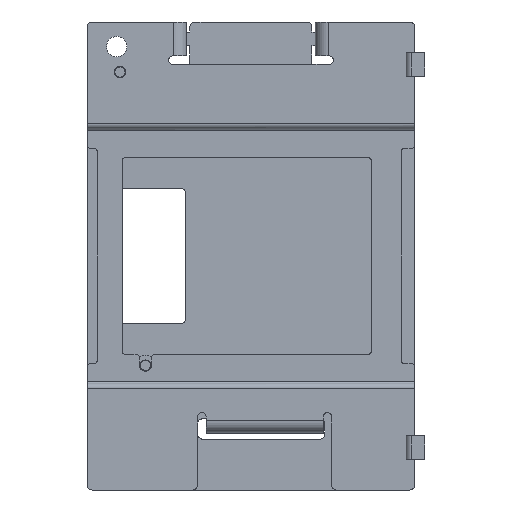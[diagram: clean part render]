
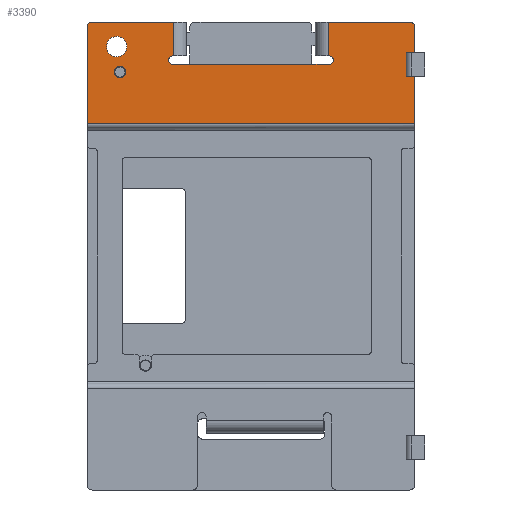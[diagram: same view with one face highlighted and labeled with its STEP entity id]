
A CAD part, front view. The second image highlights one B-rep face of the part: STEP entity #3390.
In plain terms, the highlighted planar face has unit normal (0, -1, 0).
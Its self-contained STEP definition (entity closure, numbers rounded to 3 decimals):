
#223=DIRECTION('',(1.,0.,0.));
#224=VECTOR('',#223,0.281);
#225=CARTESIAN_POINT('',(-25.364,80.461,12.667));
#226=LINE('',#225,#224);
#241=DIRECTION('',(0.,0.,1.));
#242=VECTOR('',#241,10.);
#243=CARTESIAN_POINT('',(-25.083,80.461,12.667));
#244=LINE('',#243,#242);
#245=DIRECTION('',(1.,0.,0.));
#246=VECTOR('',#245,2.5);
#247=CARTESIAN_POINT('',(43.486,80.461,6.667));
#248=LINE('',#247,#246);
#249=CARTESIAN_POINT('',(-49.114,80.461,21.167));
#250=DIRECTION('',(0.,1.,0.));
#251=DIRECTION('',(-1.,0.,0.));
#252=AXIS2_PLACEMENT_3D('',#249,#250,#251);
#254=CARTESIAN_POINT('',(-25.364,80.461,11.417));
#255=DIRECTION('',(0.,-1.,0.));
#256=DIRECTION('',(0.,0.,1.));
#257=AXIS2_PLACEMENT_3D('',#254,#255,#256);
#259=CARTESIAN_POINT('',(20.736,80.461,11.417));
#260=DIRECTION('',(0.,-1.,0.));
#261=DIRECTION('',(0.,0.,-1.));
#262=AXIS2_PLACEMENT_3D('',#259,#260,#261);
#264=CARTESIAN_POINT('',(44.486,80.461,21.167));
#265=DIRECTION('',(0.,1.,0.));
#266=DIRECTION('',(0.,0.,1.));
#267=AXIS2_PLACEMENT_3D('',#264,#265,#266);
#269=CARTESIAN_POINT('',(-41.914,80.461,15.417));
#270=DIRECTION('',(0.,-1.,0.));
#271=DIRECTION('',(0.,0.,-1.));
#272=AXIS2_PLACEMENT_3D('',#269,#270,#271);
#274=CARTESIAN_POINT('',(-41.914,80.461,15.417));
#275=DIRECTION('',(0.,-1.,0.));
#276=DIRECTION('',(0.,0.,1.));
#277=AXIS2_PLACEMENT_3D('',#274,#275,#276);
#279=CARTESIAN_POINT('',(-40.914,80.461,7.917));
#280=DIRECTION('',(0.,-1.,0.));
#281=DIRECTION('',(0.,0.,-1.));
#282=AXIS2_PLACEMENT_3D('',#279,#280,#281);
#284=CARTESIAN_POINT('',(-40.914,80.461,7.917));
#285=DIRECTION('',(0.,-1.,0.));
#286=DIRECTION('',(0.,0.,1.));
#287=AXIS2_PLACEMENT_3D('',#284,#285,#286);
#302=DIRECTION('',(0.,0.,1.));
#303=VECTOR('',#302,7.);
#304=CARTESIAN_POINT('',(43.486,80.461,6.667));
#305=LINE('',#304,#303);
#310=DIRECTION('',(1.,0.,0.));
#311=VECTOR('',#310,2.5);
#312=CARTESIAN_POINT('',(43.486,80.461,13.667));
#313=LINE('',#312,#311);
#366=DIRECTION('',(0.,0.,1.));
#367=VECTOR('',#366,14.);
#368=CARTESIAN_POINT('',(45.986,80.461,-7.333));
#369=LINE('',#368,#367);
#374=DIRECTION('',(0.,0.,1.));
#375=VECTOR('',#374,7.5);
#376=CARTESIAN_POINT('',(45.986,80.461,13.667));
#377=LINE('',#376,#375);
#421=DIRECTION('',(0.,0.,-1.));
#422=VECTOR('',#421,28.5);
#423=CARTESIAN_POINT('',(-50.614,80.461,21.167));
#424=LINE('',#423,#422);
#438=DIRECTION('',(1.,0.,0.));
#439=VECTOR('',#438,96.6);
#440=CARTESIAN_POINT('',(-50.614,80.461,-7.333));
#441=LINE('',#440,#439);
#1912=DIRECTION('',(-1.,0.,0.));
#1913=VECTOR('',#1912,24.031);
#1914=CARTESIAN_POINT('',(-25.083,80.461,22.667));
#1915=LINE('',#1914,#1913);
#2032=DIRECTION('',(-1.,0.,0.));
#2033=VECTOR('',#2032,24.031);
#2034=CARTESIAN_POINT('',(44.486,80.461,22.667));
#2035=LINE('',#2034,#2033);
#2050=DIRECTION('',(0.,0.,-1.));
#2051=VECTOR('',#2050,10.);
#2052=CARTESIAN_POINT('',(20.455,80.461,22.667));
#2053=LINE('',#2052,#2051);
#2154=DIRECTION('',(1.,0.,0.));
#2155=VECTOR('',#2154,0.281);
#2156=CARTESIAN_POINT('',(20.455,80.461,12.667));
#2157=LINE('',#2156,#2155);
#2170=DIRECTION('',(-1.,0.,0.));
#2171=VECTOR('',#2170,4.75);
#2172=CARTESIAN_POINT('',(20.736,80.461,10.167));
#2173=LINE('',#2172,#2171);
#2174=DIRECTION('',(-1.,0.,0.));
#2175=VECTOR('',#2174,36.6);
#2176=CARTESIAN_POINT('',(15.986,80.461,10.167));
#2177=LINE('',#2176,#2175);
#2194=DIRECTION('',(-1.,0.,0.));
#2195=VECTOR('',#2194,4.75);
#2196=CARTESIAN_POINT('',(-20.614,80.461,10.167));
#2197=LINE('',#2196,#2195);
#2645=CARTESIAN_POINT('',(43.486,80.461,6.667));
#2646=VERTEX_POINT('',#2645);
#2653=CARTESIAN_POINT('',(-40.914,80.461,6.167));
#2654=CARTESIAN_POINT('',(-40.914,80.461,9.667));
#2655=VERTEX_POINT('',#2653);
#2656=VERTEX_POINT('',#2654);
#2657=CARTESIAN_POINT('',(-41.914,80.461,12.417));
#2658=CARTESIAN_POINT('',(-41.914,80.461,18.417));
#2659=VERTEX_POINT('',#2657);
#2660=VERTEX_POINT('',#2658);
#2661=CARTESIAN_POINT('',(45.986,80.461,6.667));
#2662=VERTEX_POINT('',#2661);
#2663=CARTESIAN_POINT('',(-50.614,80.461,21.167));
#2664=CARTESIAN_POINT('',(-50.614,80.461,
-7.333));
#2665=VERTEX_POINT('',#2663);
#2666=VERTEX_POINT('',#2664);
#2667=CARTESIAN_POINT('',(-49.114,80.461,22.667));
#2668=VERTEX_POINT('',#2667);
#2669=CARTESIAN_POINT('',(-25.083,80.461,22.667));
#2670=VERTEX_POINT('',#2669);
#2671=CARTESIAN_POINT('',(-25.364,80.461,12.667));
#2672=CARTESIAN_POINT('',(-25.364,80.461,10.167));
#2673=VERTEX_POINT('',#2671);
#2674=VERTEX_POINT('',#2672);
#2675=CARTESIAN_POINT('',(20.736,80.461,10.167));
#2676=CARTESIAN_POINT('',(20.736,80.461,12.667));
#2677=VERTEX_POINT('',#2675);
#2678=VERTEX_POINT('',#2676);
#2679=CARTESIAN_POINT('',(44.486,80.461,22.667));
#2680=CARTESIAN_POINT('',(45.986,80.461,21.167));
#2681=VERTEX_POINT('',#2679);
#2682=VERTEX_POINT('',#2680);
#2683=CARTESIAN_POINT('',(43.486,80.461,13.667));
#2684=CARTESIAN_POINT('',(45.986,80.461,13.667));
#2685=VERTEX_POINT('',#2683);
#2686=VERTEX_POINT('',#2684);
#2735=CARTESIAN_POINT('',(45.986,80.461,-7.333));
#2736=VERTEX_POINT('',#2735);
#3067=CARTESIAN_POINT('',(20.455,80.461,22.667));
#3068=VERTEX_POINT('',#3067);
#3073=CARTESIAN_POINT('',(20.455,80.461,12.667));
#3074=VERTEX_POINT('',#3073);
#3098=CARTESIAN_POINT('',(15.986,80.461,10.167));
#3100=VERTEX_POINT('',#3098);
#3101=CARTESIAN_POINT('',(-20.614,80.461,10.167));
#3102=VERTEX_POINT('',#3101);
#3107=CARTESIAN_POINT('',(-25.083,80.461,12.667));
#3108=VERTEX_POINT('',#3107);
#3334=CARTESIAN_POINT('',(-2.314,80.461,7.667));
#3335=DIRECTION('',(0.,1.,0.));
#3336=DIRECTION('',(0.,0.,-1.));
#3337=AXIS2_PLACEMENT_3D('',#3334,#3335,#3336);
#3338=PLANE('',#3337);
#3340=ORIENTED_EDGE('',*,*,#3339,.T.);
#3342=ORIENTED_EDGE('',*,*,#3341,.F.);
#3344=ORIENTED_EDGE('',*,*,#3343,.F.);
#3346=ORIENTED_EDGE('',*,*,#3345,.F.);
#3348=ORIENTED_EDGE('',*,*,#3347,.T.);
#3350=ORIENTED_EDGE('',*,*,#3349,.F.);
#3351=ORIENTED_EDGE('',*,*,#3318,.F.);
#3352=ORIENTED_EDGE('',*,*,#3278,.F.);
#3353=ORIENTED_EDGE('',*,*,#3256,.T.);
#3355=ORIENTED_EDGE('',*,*,#3354,.F.);
#3357=ORIENTED_EDGE('',*,*,#3356,.F.);
#3359=ORIENTED_EDGE('',*,*,#3358,.F.);
#3361=ORIENTED_EDGE('',*,*,#3360,.T.);
#3363=ORIENTED_EDGE('',*,*,#3362,.F.);
#3365=ORIENTED_EDGE('',*,*,#3364,.F.);
#3367=ORIENTED_EDGE('',*,*,#3366,.F.);
#3369=ORIENTED_EDGE('',*,*,#3368,.T.);
#3371=ORIENTED_EDGE('',*,*,#3370,.F.);
#3373=ORIENTED_EDGE('',*,*,#3372,.F.);
#3375=ORIENTED_EDGE('',*,*,#3374,.F.);
#3376=EDGE_LOOP('',(#3340,#3342,#3344,#3346,#3348,#3350,#3351,#3352,#3353,#3355,
#3357,#3359,#3361,#3363,#3365,#3367,#3369,#3371,#3373,#3375));
#3377=FACE_OUTER_BOUND('',#3376,.F.);
#3379=ORIENTED_EDGE('',*,*,#3378,.T.);
#3381=ORIENTED_EDGE('',*,*,#3380,.T.);
#3382=EDGE_LOOP('',(#3379,#3381));
#3383=FACE_BOUND('',#3382,.F.);
#3385=ORIENTED_EDGE('',*,*,#3384,.T.);
#3387=ORIENTED_EDGE('',*,*,#3386,.T.);
#3388=EDGE_LOOP('',(#3385,#3387));
#3389=FACE_BOUND('',#3388,.F.);
#253=CIRCLE('',#252,1.5);
#258=CIRCLE('',#257,1.25);
#263=CIRCLE('',#262,1.25);
#268=CIRCLE('',#267,1.5);
#273=CIRCLE('',#272,3.);
#278=CIRCLE('',#277,3.);
#283=CIRCLE('',#282,1.75);
#288=CIRCLE('',#287,1.75);
#3256=EDGE_CURVE('',#2673,#2674,#258,.T.);
#3278=EDGE_CURVE('',#2673,#3108,#226,.T.);
#3318=EDGE_CURVE('',#3108,#2670,#244,.T.);
#3339=EDGE_CURVE('',#2646,#2662,#248,.T.);
#3341=EDGE_CURVE('',#2736,#2662,#369,.T.);
#3343=EDGE_CURVE('',#2666,#2736,#441,.T.);
#3345=EDGE_CURVE('',#2665,#2666,#424,.T.);
#3347=EDGE_CURVE('',#2665,#2668,#253,.T.);
#3349=EDGE_CURVE('',#2670,#2668,#1915,.T.);
#3354=EDGE_CURVE('',#3102,#2674,#2197,.T.);
#3356=EDGE_CURVE('',#3100,#3102,#2177,.T.);
#3358=EDGE_CURVE('',#2677,#3100,#2173,.T.);
#3360=EDGE_CURVE('',#2677,#2678,#263,.T.);
#3362=EDGE_CURVE('',#3074,#2678,#2157,.T.);
#3364=EDGE_CURVE('',#3068,#3074,#2053,.T.);
#3366=EDGE_CURVE('',#2681,#3068,#2035,.T.);
#3368=EDGE_CURVE('',#2681,#2682,#268,.T.);
#3370=EDGE_CURVE('',#2686,#2682,#377,.T.);
#3372=EDGE_CURVE('',#2685,#2686,#313,.T.);
#3374=EDGE_CURVE('',#2646,#2685,#305,.T.);
#3378=EDGE_CURVE('',#2659,#2660,#273,.T.);
#3380=EDGE_CURVE('',#2660,#2659,#278,.T.);
#3384=EDGE_CURVE('',#2655,#2656,#283,.T.);
#3386=EDGE_CURVE('',#2656,#2655,#288,.T.);
#3390=ADVANCED_FACE('',(#3377,#3383,#3389),#3338,.F.);
